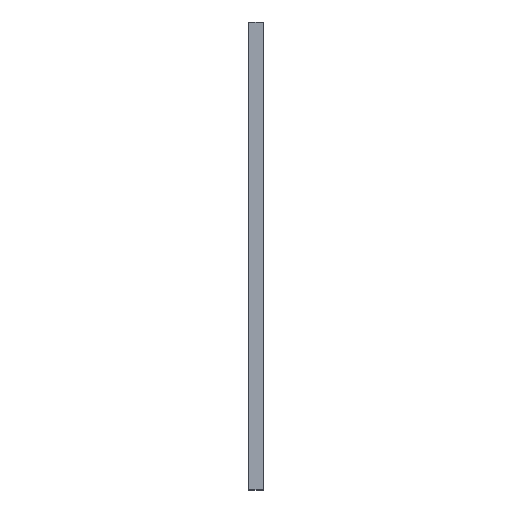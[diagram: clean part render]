
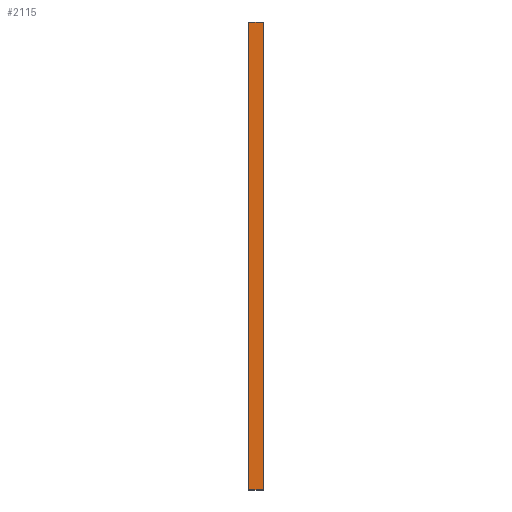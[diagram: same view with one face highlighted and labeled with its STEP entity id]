
A CAD part, left-side view. The second image highlights one B-rep face of the part: STEP entity #2115.
In plain terms, the highlighted planar face has unit normal (-1, 0, 0).
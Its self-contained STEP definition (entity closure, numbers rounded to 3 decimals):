
#16 = DIRECTION ( 'NONE',  ( 0., 0., -1. ) ) ;
#106 = VERTEX_POINT ( 'NONE', #1016 ) ;
#197 = AXIS2_PLACEMENT_3D ( 'NONE', #1301, #261, #439 ) ;
#200 = VECTOR ( 'NONE', #2170, 1000. ) ;
#230 = FACE_OUTER_BOUND ( 'NONE', #842, .T. ) ;
#261 = DIRECTION ( 'NONE',  ( -1., 0., 0. ) ) ;
#287 = EDGE_CURVE ( 'NONE', #577, #106, #886, .T. ) ;
#294 = ORIENTED_EDGE ( 'NONE', *, *, #287, .T. ) ;
#439 = DIRECTION ( 'NONE',  ( 0., -1., 0. ) ) ;
#484 = CARTESIAN_POINT ( 'NONE',  ( 0., 43.991, 3000. ) ) ;
#506 = LINE ( 'NONE', #661, #200 ) ;
#510 = VECTOR ( 'NONE', #1662, 1000. ) ;
#577 = VERTEX_POINT ( 'NONE', #1354 ) ;
#592 = CARTESIAN_POINT ( 'NONE',  ( 0., 4., -3000. ) ) ;
#605 = EDGE_CURVE ( 'NONE', #1781, #577, #1484, .T. ) ;
#634 = PLANE ( 'NONE',  #197 ) ;
#661 = CARTESIAN_POINT ( 'NONE',  ( 0., 4., -3000. ) ) ;
#724 = CARTESIAN_POINT ( 'NONE',  ( 0., 4., 3000. ) ) ;
#821 = ORIENTED_EDGE ( 'NONE', *, *, #605, .T. ) ;
#842 = EDGE_LOOP ( 'NONE', ( #1190, #1830, #821, #294 ) ) ;
#856 = CARTESIAN_POINT ( 'NONE',  ( 0., 196., 3000. ) ) ;
#886 = LINE ( 'NONE', #856, #1749 ) ;
#1016 = CARTESIAN_POINT ( 'NONE',  ( 0., 196., -3000. ) ) ;
#1190 = ORIENTED_EDGE ( 'NONE', *, *, #1503, .F. ) ;
#1301 = CARTESIAN_POINT ( 'NONE',  ( 0., 4., 3000. ) ) ;
#1354 = CARTESIAN_POINT ( 'NONE',  ( 0., 196., 3000. ) ) ;
#1419 = LINE ( 'NONE', #1621, #1610 ) ;
#1484 = LINE ( 'NONE', #484, #510 ) ;
#1503 = EDGE_CURVE ( 'NONE', #2028, #106, #506, .T. ) ;
#1610 = VECTOR ( 'NONE', #1654, 1000. ) ;
#1621 = CARTESIAN_POINT ( 'NONE',  ( 0., 4., 3000. ) ) ;
#1654 = DIRECTION ( 'NONE',  ( 0., 0., -1. ) ) ;
#1662 = DIRECTION ( 'NONE',  ( 0., 1., 0. ) ) ;
#1749 = VECTOR ( 'NONE', #16, 1000. ) ;
#1781 = VERTEX_POINT ( 'NONE', #724 ) ;
#1830 = ORIENTED_EDGE ( 'NONE', *, *, #2040, .F. ) ;
#2028 = VERTEX_POINT ( 'NONE', #592 ) ;
#2040 = EDGE_CURVE ( 'NONE', #1781, #2028, #1419, .T. ) ;
#2115 = ADVANCED_FACE ( 'NONE', ( #230 ), #634, .T. ) ;
#2170 = DIRECTION ( 'NONE',  ( 0., 1., 0. ) ) ;
